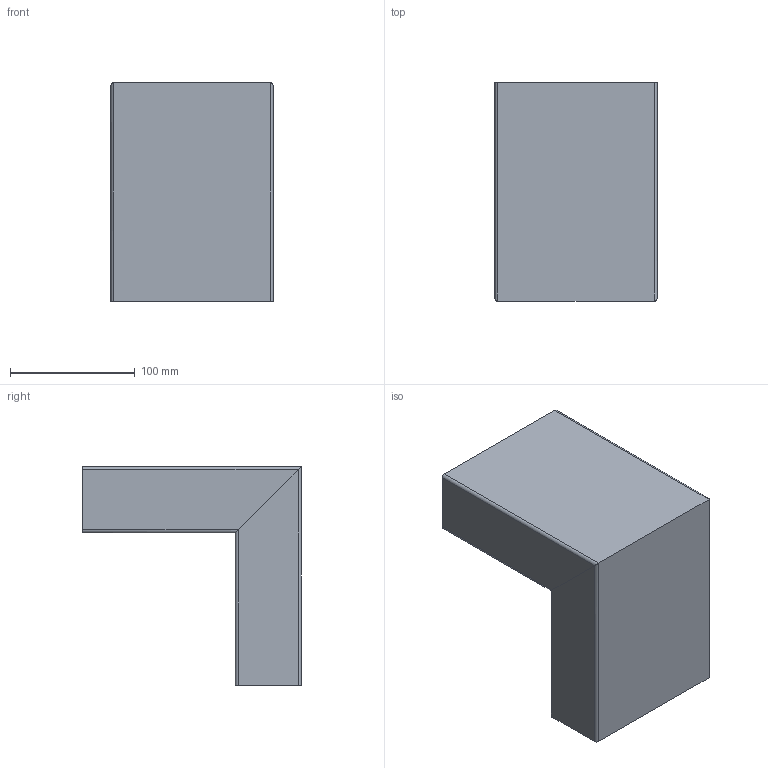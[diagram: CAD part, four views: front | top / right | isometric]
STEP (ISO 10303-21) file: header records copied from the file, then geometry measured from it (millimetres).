
FILE_DESCRIPTION (( 'STEP AP214' ), '1' );
FILE_NAME ('6112523.stp', '2016-04-28T08:47:13', ( '' ), ( '' ), 'SwSTEP 2.0', 'SolidWorks 2014', '' );
FILE_SCHEMA (( 'AUTOMOTIVE_DESIGN' ));
Length unit declared in the file: millimetre
Products named in the file (2): 092862_L=175; 6112523
Assembly tree (2 placements, depth 2):
  6112523
    092862_L=175  x2
Bounding box: 130 x 175 x 175 mm (x, y, z)
Volume: 218256 mm3; surface area: 222691.3 mm2
Topology: 2 solids, 2 shells, 132 faces, 384 edges, 256 vertices
Faces by surface type: plane 108, cylinder 24
Entity records: 2222 total; most frequent: CARTESIAN_POINT 427, ORIENTED_EDGE 384, DIRECTION 334, EDGE_CURVE 192, VECTOR 168, LINE 168, VERTEX_POINT 128, AXIS2_PLACEMENT_3D 83
